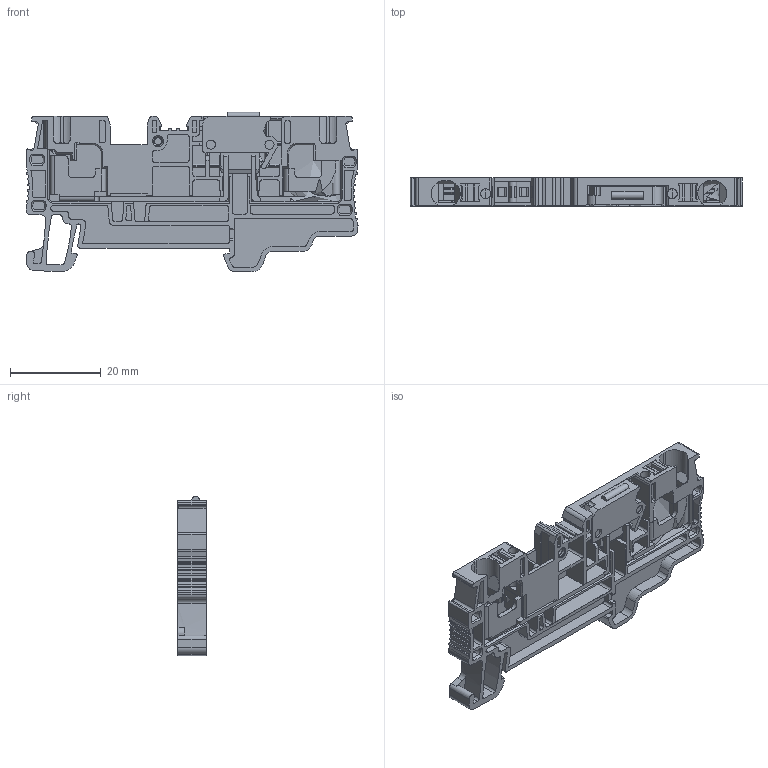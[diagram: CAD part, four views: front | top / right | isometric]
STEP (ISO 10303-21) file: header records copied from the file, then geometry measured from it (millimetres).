
FILE_DESCRIPTION(('STEP AP203'), '1');
FILE_NAME('MTP-4KS', '', ('UNSPECIFIED'), ('UNSPECIFIED'), 'C3D Converter', 'C3D Toolkit', '');
FILE_SCHEMA(('CONFIG_CONTROL_DESIGN'));
Length unit declared in the file: millimetre
Products named in the file (1): MTP-4KS
Bounding box: 73.11 x 6.2 x 35.1 mm (x, y, z)
Volume: 69 mm3; surface area: 12257.3 mm2
Topology: 8 solids, 10 shells, 1340 faces, 3750 edges, 2445 vertices
Faces by surface type: plane 873, cylinder 387, torus 37, bspline 27, cone 16
Full cylindrical faces by diameter (mm): 2 x4, 2.05 x1, 2.15 x1, 2.2 x2, 2.44 x1, 4 x2
Entity records: 62568 total; most frequent: CARTESIAN_POINT 17557, ORIENTED_EDGE 7455, DIRECTION 6705, EDGE_CURVE 3730, LINE 2595, VECTOR 2595, VERTEX_POINT 2441, AXIS2_PLACEMENT_3D 2055
